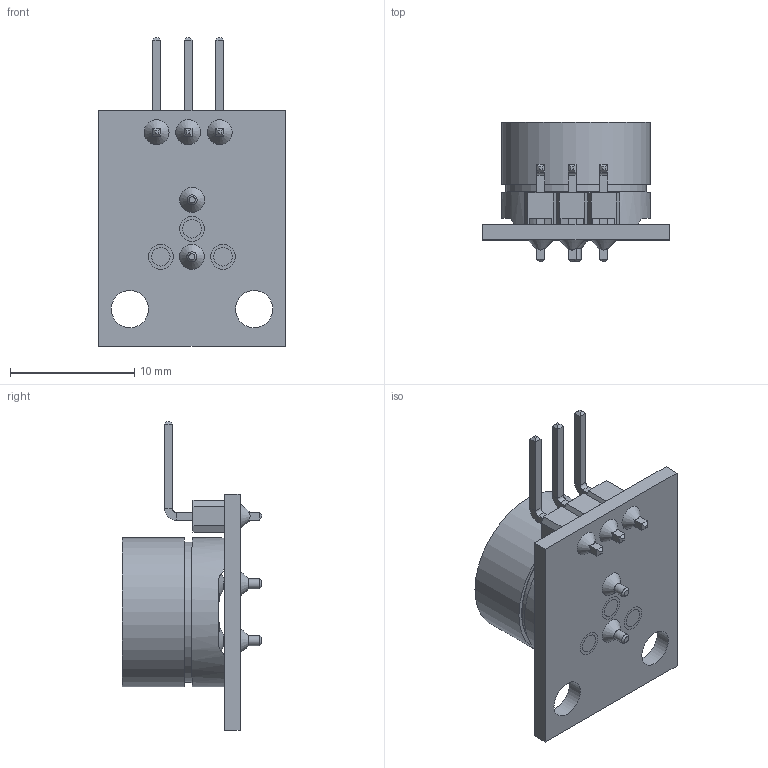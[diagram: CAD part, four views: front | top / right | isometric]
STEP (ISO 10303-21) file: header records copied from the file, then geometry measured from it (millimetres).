
FILE_DESCRIPTION(/* description */ (''),/* implementation_level */ '2;1');
FILE_NAME(/* name */ 'modulo_buzzer_activo.step',/* time_stamp */ '2020-01-13T14:56:35-06:00',/* author */ (''),/* organization */ (''),/* preprocessor_version */ 'ST-DEVELOPER v18',/* originating_system */ 'Autodesk Translation Framework v8.12.0.6',/* authorisation */ '');
FILE_SCHEMA (('AUTOMOTIVE_DESIGN { 1 0 10303 214 3 1 1 }'));
Products named in the file (1): (Unsaved)
Bounding box: 15 x 11.24 x 24.84 mm (x, y, z)
Volume: 868.5 mm3; surface area: 2859.9 mm2
Topology: 19 solids, 19 shells, 426 faces, 1094 edges, 755 vertices
Faces by surface type: plane 308, bspline 53, cylinder 52, cone 8, torus 5
Full cylindrical faces by diameter (mm): 0.8 x4, 1.8 x2, 2 x1, 2.184 x1, 2.5 x1, 2.58 x2, 2.761 x1, 3 x2, 3.9 x1, 4.05 x1, 6 x1, 9.88 x2, 10.6 x2, 10.89 x1, 11 x1, 11.3 x1, 12 x2
Entity records: 38922 total; most frequent: CARTESIAN_POINT 28214, ORIENTED_EDGE 2188, DIRECTION 1852, EDGE_CURVE 1094, VERTEX_POINT 755, LINE 730, VECTOR 730, AXIS2_PLACEMENT_3D 561
